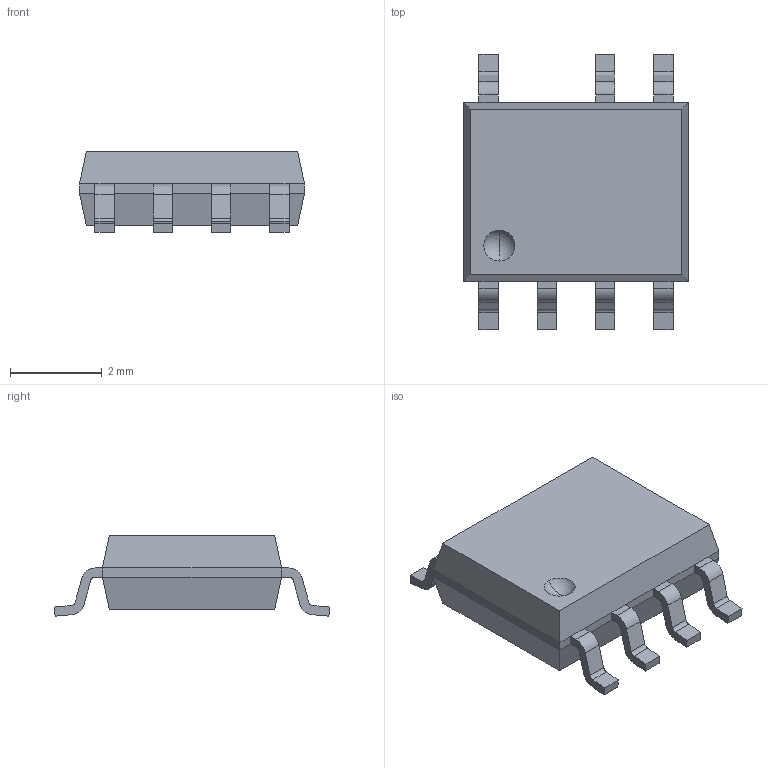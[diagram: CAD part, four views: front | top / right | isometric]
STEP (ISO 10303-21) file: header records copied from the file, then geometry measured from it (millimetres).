
FILE_DESCRIPTION (( 'STEP AP214' ), '1' );
FILE_NAME ('0CB6B69E-8672-44D2-BBBA-9205537924D7.STEP', '2024-03-08T15:44:04', ( '' ), ( '' ), 'SwSTEP 2.0', 'SolidWorks 2022', '' );
FILE_SCHEMA (( 'AUTOMOTIVE_DESIGN' ));
Length unit declared in the file: millimetre
Products named in the file (1): 0CB6B69E-8672-44D2-BBBA-9205537924D7
Bounding box: 4.9 x 6 x 1.75 mm (x, y, z)
Volume: 29.7 mm3; surface area: 74.9 mm2
Topology: 1 solids, 1 shells, 114 faces, 297 edges, 186 vertices
Faces by surface type: plane 84, cylinder 28, sphere 2
Entity records: 3719 total; most frequent: CARTESIAN_POINT 598, ORIENTED_EDGE 594, DIRECTION 586, EDGE_CURVE 297, LINE 238, VECTOR 238, VERTEX_POINT 186, AXIS2_PLACEMENT_3D 174
